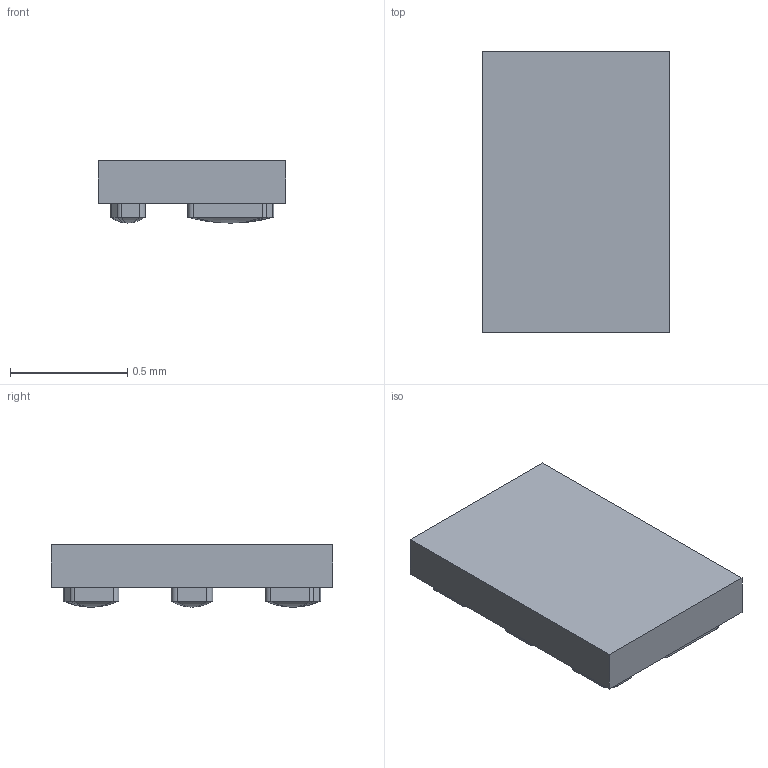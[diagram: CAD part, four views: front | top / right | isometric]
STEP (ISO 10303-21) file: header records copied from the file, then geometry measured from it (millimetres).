
FILE_DESCRIPTION((''),'2;1');
FILE_NAME('YWC0006A_ASM','2019-08-15T08:59:07',('a0412086'),(''),'CREO PARAMETRIC BY PTC INC, 2018020','CREO PARAMETRIC BY PTC INC, 2018020','');
FILE_SCHEMA(('AUTOMOTIVE_DESIGN { 1 0 10303 214 1 1 1 1 }'));
Length unit declared in the file: millimetre
Products named in the file (19): SILICON_YWC0006A; CU_POST_YWC0006A; CAP_YWC0006A; CU_POST_YWC0006A_ASM; CU_POST_LONG_YWC0006A; CAP_LONG_YWC0006A; CU_POST_LONG_YWC0006A_ASM; CU_POST_CHAMFER_YWC0006A; CAP_C1_YWC0006A; CU_POST_C1_YWC0006A_ASM; CAP_A1_YWC0006A; CU_POST_A1_YWC0006A_ASM; CU_POST_2_CHAMFER_YWC0006A; CAP_A2_YWC0006A; CU_POST_A2_YWC0006A_ASM; CU_POST_3_CHAMFER_YWC0006A; CAP_C2_YWC0006A; CU_POST_C2_YWC0006A_ASM; YWC0006A_ASM
Assembly tree (19 placements, depth 3):
  YWC0006A_ASM
    SILICON_YWC0006A
    CU_POST_YWC0006A_ASM
      CU_POST_YWC0006A
      CAP_YWC0006A
    CU_POST_LONG_YWC0006A_ASM
      CU_POST_LONG_YWC0006A
      CAP_LONG_YWC0006A
    CU_POST_C1_YWC0006A_ASM
      CU_POST_CHAMFER_YWC0006A
      CAP_C1_YWC0006A
    CU_POST_A1_YWC0006A_ASM
      CU_POST_CHAMFER_YWC0006A
      CAP_A1_YWC0006A
    CU_POST_A2_YWC0006A_ASM
      CU_POST_2_CHAMFER_YWC0006A
      CAP_A2_YWC0006A
    CU_POST_C2_YWC0006A_ASM
      CU_POST_3_CHAMFER_YWC0006A
      CAP_C2_YWC0006A
Bounding box: 0.8 x 1.2 x 0.27 mm (x, y, z)
Volume: 0.2 mm3; surface area: 4.3 mm2
Topology: 13 solids, 13 shells, 136 faces, 348 edges, 182 vertices
Faces by surface type: bspline 56, plane 52, cylinder 28
Entity records: 6263 total; most frequent: CARTESIAN_POINT 2048, ORIENTED_EDGE 524, DIRECTION 460, PRESENTATION_STYLE_ASSIGNMENT 274, STYLED_ITEM 274, CURVE_STYLE 262, EDGE_CURVE 262, AXIS2_PLACEMENT_3D 164
